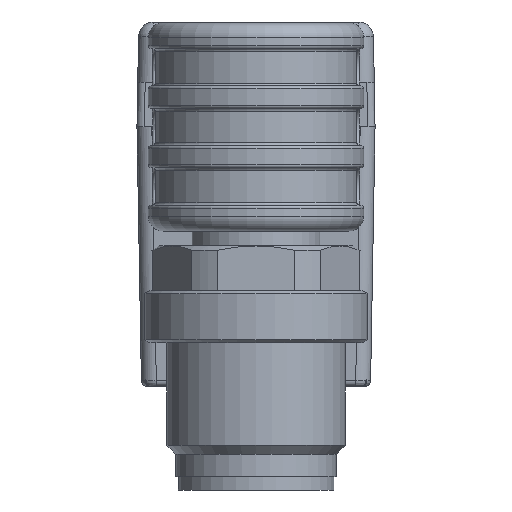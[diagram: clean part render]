
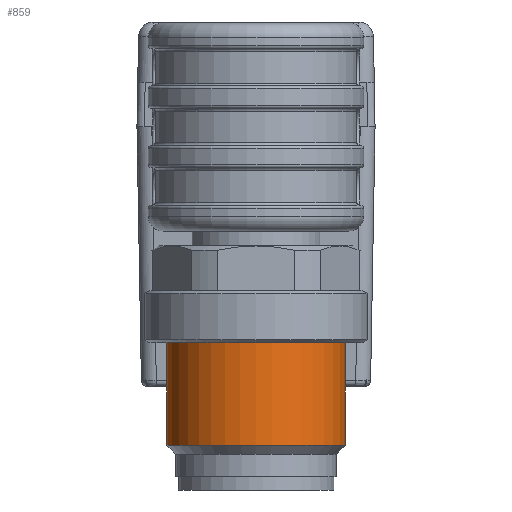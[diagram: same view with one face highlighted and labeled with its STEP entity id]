
A CAD part, front view. The second image highlights one B-rep face of the part: STEP entity #859.
In plain terms, the highlighted cylindrical face has radius 6 mm (diameter 12 mm), a full revolution.
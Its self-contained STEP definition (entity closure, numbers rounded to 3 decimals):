
#681=CYLINDRICAL_SURFACE('',#8797,6.);
#859=ADVANCED_FACE('',(#1966,#1967),#681,.T.);
#1632=CIRCLE('',#8794,6.);
#1633=CIRCLE('',#8796,6.);
#1966=FACE_BOUND('',#2142,.T.);
#1967=FACE_BOUND('',#2143,.T.);
#2142=EDGE_LOOP('',(#4308));
#2143=EDGE_LOOP('',(#4309));
#4308=ORIENTED_EDGE('',*,*,#7476,.F.);
#4309=ORIENTED_EDGE('',*,*,#7475,.T.);
#6675=VERTEX_POINT('',#12438);
#6676=VERTEX_POINT('',#12441);
#7475=EDGE_CURVE('',#6675,#6675,#1632,.T.);
#7476=EDGE_CURVE('',#6676,#6676,#1633,.T.);
#8794=AXIS2_PLACEMENT_3D('',#12437,#9771,#9772);
#8796=AXIS2_PLACEMENT_3D('',#12440,#9775,#9776);
#8797=AXIS2_PLACEMENT_3D('',#12442,#9777,#9778);
#9771=DIRECTION('',(0.,0.,-1.));
#9772=DIRECTION('',(0.866,-0.5,0.));
#9775=DIRECTION('',(0.,0.,-1.));
#9776=DIRECTION('',(0.866,-0.5,0.));
#9777=DIRECTION('',(0.,0.,-1.));
#9778=DIRECTION('',(-0.866,0.5,0.));
#12437=CARTESIAN_POINT('',(0.,-108.5,1.25));
#12438=CARTESIAN_POINT('',(5.196,-111.5,1.25));
#12440=CARTESIAN_POINT('',(0.,-108.5,-5.65));
#12441=CARTESIAN_POINT('',(5.196,-111.5,-5.65));
#12442=CARTESIAN_POINT('',(0.,-108.5,-7.75));
